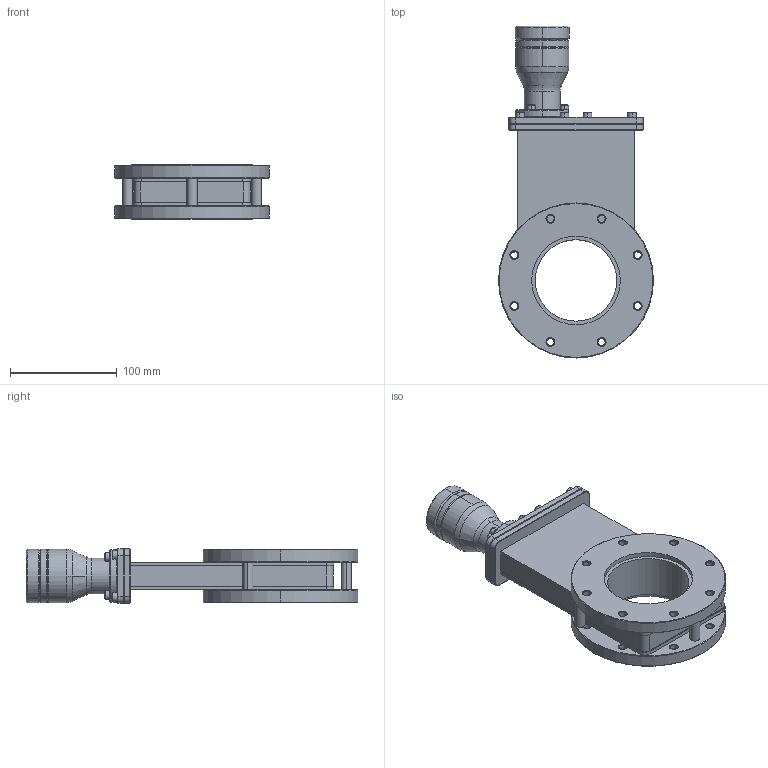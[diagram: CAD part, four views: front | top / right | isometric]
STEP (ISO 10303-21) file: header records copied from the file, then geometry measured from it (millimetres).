
FILE_DESCRIPTION (( 'STEP AP203' ), '1' );
FILE_NAME ('GV-S07300.STEP', '2023-06-27T20:00:13', ( '' ), ( '' ), 'SwSTEP 2.0', 'SolidWorks 2020', '' );
FILE_SCHEMA (( 'CONFIG_CONTROL_DESIGN' ));
Length unit declared in the file: inch
Products named in the file (1): GV-S07300
Bounding box: 145.01 x 310.63 x 50.55 mm (x, y, z)
Surface area: 125634.9 mm2 (no closed solid volume)
Topology: 0 solids, 16 shells, 411 faces, 1004 edges, 630 vertices
Faces by surface type: plane 185, cylinder 128, cone 94, bspline 2, torus 2
Entity records: 13344 total; most frequent: CARTESIAN_POINT 3284, DIRECTION 2224, ORIENTED_EDGE 1948, EDGE_CURVE 1004, AXIS2_PLACEMENT_3D 848, VERTEX_POINT 630, VECTOR 528, LINE 528
